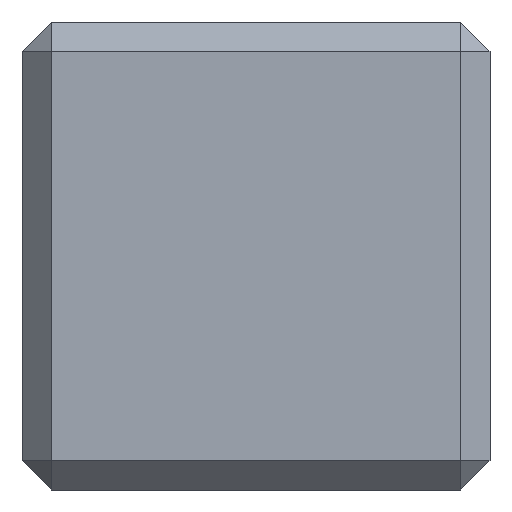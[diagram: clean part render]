
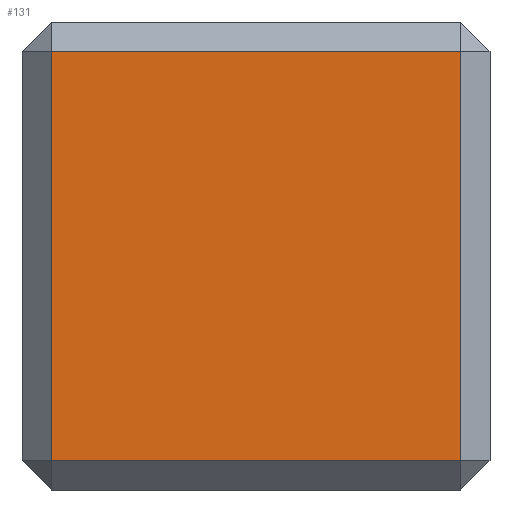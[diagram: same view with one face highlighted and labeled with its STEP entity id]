
A CAD part, front view. The second image highlights one B-rep face of the part: STEP entity #131.
In plain terms, the highlighted face is planar.
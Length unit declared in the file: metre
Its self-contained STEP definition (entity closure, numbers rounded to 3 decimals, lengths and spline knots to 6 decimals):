
#12 = DIRECTION ( 'NONE',  ( 0., 0., -1. ) ) ;
#23 = AXIS2_PLACEMENT_3D ( 'NONE', #29, #478, #115 ) ;
#29 = CARTESIAN_POINT ( 'NONE',  ( -0.011355, 0.016, 0.008 ) ) ;
#93 = VERTEX_POINT ( 'NONE', #941 ) ;
#115 = DIRECTION ( 'NONE',  ( 0., 1., 0. ) ) ;
#131 = ADVANCED_FACE ( 'NONE', ( #1108 ), #925, .F. ) ;
#140 = VECTOR ( 'NONE', #421, 1. ) ;
#144 = CARTESIAN_POINT ( 'NONE',  ( -0.011355, 0.015, 0.007 ) ) ;
#154 = ORIENTED_EDGE ( 'NONE', *, *, #742, .T. ) ;
#199 = CARTESIAN_POINT ( 'NONE',  ( -0.011355, 0.016, -0.007 ) ) ;
#244 = CARTESIAN_POINT ( 'NONE',  ( -0.011355, 0.001, 0.008 ) ) ;
#289 = CARTESIAN_POINT ( 'NONE',  ( -0.011355, 0.015, 0.008 ) ) ;
#292 = EDGE_CURVE ( 'NONE', #93, #358, #857, .T. ) ;
#358 = VERTEX_POINT ( 'NONE', #861 ) ;
#421 = DIRECTION ( 'NONE',  ( 0., 1., 0. ) ) ;
#438 = VERTEX_POINT ( 'NONE', #771 ) ;
#471 = LINE ( 'NONE', #199, #1077 ) ;
#478 = DIRECTION ( 'NONE',  ( 1., 0., 0. ) ) ;
#489 = VECTOR ( 'NONE', #506, 1. ) ;
#506 = DIRECTION ( 'NONE',  ( 0., 0., 1. ) ) ;
#561 = EDGE_CURVE ( 'NONE', #831, #438, #922, .T. ) ;
#563 = ORIENTED_EDGE ( 'NONE', *, *, #1003, .T. ) ;
#598 = LINE ( 'NONE', #962, #140 ) ;
#705 = EDGE_LOOP ( 'NONE', ( #1024, #154, #1022, #563 ) ) ;
#737 = DIRECTION ( 'NONE',  ( 0., -1., 0. ) ) ;
#742 = EDGE_CURVE ( 'NONE', #358, #831, #598, .T. ) ;
#771 = CARTESIAN_POINT ( 'NONE',  ( -0.011355, 0.015, -0.007 ) ) ;
#777 = VECTOR ( 'NONE', #12, 1. ) ;
#831 = VERTEX_POINT ( 'NONE', #144 ) ;
#857 = LINE ( 'NONE', #244, #489 ) ;
#861 = CARTESIAN_POINT ( 'NONE',  ( -0.011355, 0.001, 0.007 ) ) ;
#922 = LINE ( 'NONE', #289, #777 ) ;
#925 = PLANE ( 'NONE',  #23 ) ;
#941 = CARTESIAN_POINT ( 'NONE',  ( -0.011355, 0.001, -0.007 ) ) ;
#962 = CARTESIAN_POINT ( 'NONE',  ( -0.011355, 0.016, 0.007 ) ) ;
#1003 = EDGE_CURVE ( 'NONE', #438, #93, #471, .T. ) ;
#1022 = ORIENTED_EDGE ( 'NONE', *, *, #561, .T. ) ;
#1024 = ORIENTED_EDGE ( 'NONE', *, *, #292, .T. ) ;
#1077 = VECTOR ( 'NONE', #737, 1. ) ;
#1108 = FACE_OUTER_BOUND ( 'NONE', #705, .T. ) ;
